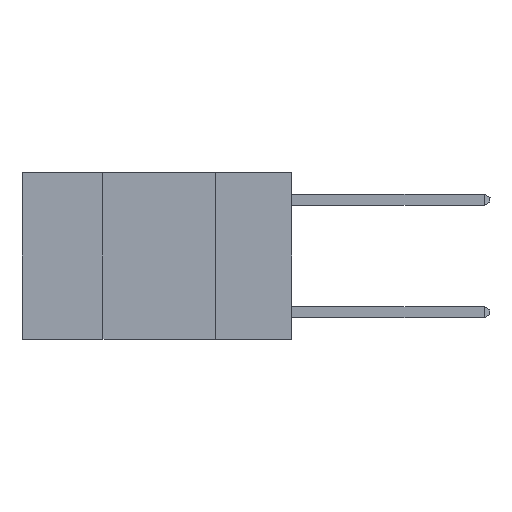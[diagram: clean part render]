
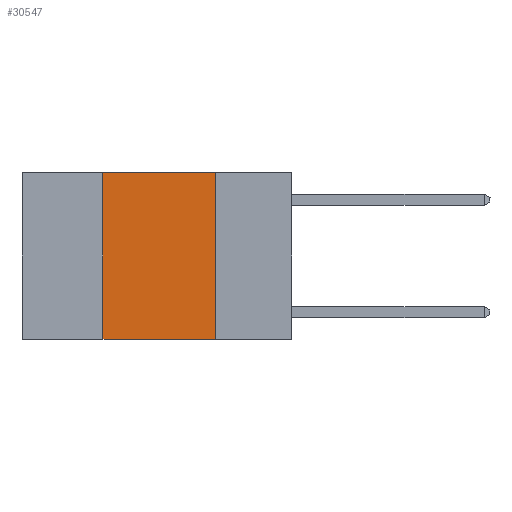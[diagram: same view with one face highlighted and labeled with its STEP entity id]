
A CAD part, left-side view. The second image highlights one B-rep face of the part: STEP entity #30547.
In plain terms, the highlighted planar face has unit normal (-1, 0, 0).
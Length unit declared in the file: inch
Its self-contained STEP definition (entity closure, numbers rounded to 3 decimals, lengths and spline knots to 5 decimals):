
#668 = VECTOR ( 'NONE', #22496, 39.37008 ) ;
#1576 = CARTESIAN_POINT ( 'NONE',  ( 0., 0.42, 0. ) ) ;
#2395 = DIRECTION ( 'NONE',  ( 0., 0., -1. ) ) ;
#2411 = VECTOR ( 'NONE', #26074, 39.37008 ) ;
#2544 = CARTESIAN_POINT ( 'NONE',  ( 0., 0.42, 0. ) ) ;
#3251 = CARTESIAN_POINT ( 'NONE',  ( 0., 0.17, 0. ) ) ;
#5610 = VERTEX_POINT ( 'NONE', #2544 ) ;
#5879 = CARTESIAN_POINT ( 'NONE',  ( 0., 0.17, 0. ) ) ;
#6075 = ORIENTED_EDGE ( 'NONE', *, *, #10798, .F. ) ;
#6816 = ORIENTED_EDGE ( 'NONE', *, *, #8060, .T. ) ;
#6828 = VECTOR ( 'NONE', #18159, 39.37008 ) ;
#7641 = ORIENTED_EDGE ( 'NONE', *, *, #18955, .F. ) ;
#8060 = EDGE_CURVE ( 'NONE', #14171, #10427, #10970, .T. ) ;
#8252 = ORIENTED_EDGE ( 'NONE', *, *, #11735, .F. ) ;
#8818 = CARTESIAN_POINT ( 'NONE',  ( 0., 0.42, -0.37 ) ) ;
#9206 = CARTESIAN_POINT ( 'NONE',  ( 0., 0.6, 0. ) ) ;
#10427 = VERTEX_POINT ( 'NONE', #25070 ) ;
#10508 = CARTESIAN_POINT ( 'NONE',  ( 0., 0.6, -0.37 ) ) ;
#10798 = EDGE_CURVE ( 'NONE', #30170, #10427, #17920, .T. ) ;
#10811 = AXIS2_PLACEMENT_3D ( 'NONE', #11851, #17217, #2395 ) ;
#10970 = LINE ( 'NONE', #10508, #668 ) ;
#11735 = EDGE_CURVE ( 'NONE', #14171, #5610, #30249, .T. ) ;
#11851 = CARTESIAN_POINT ( 'NONE',  ( 0., 0.6, 0. ) ) ;
#12858 = DIRECTION ( 'NONE',  ( 0., 0., -1. ) ) ;
#14171 = VERTEX_POINT ( 'NONE', #8818 ) ;
#14265 = EDGE_LOOP ( 'NONE', ( #6075, #7641, #8252, #6816 ) ) ;
#14683 = FACE_OUTER_BOUND ( 'NONE', #14265, .T. ) ;
#17217 = DIRECTION ( 'NONE',  ( 1., 0., 0. ) ) ;
#17920 = LINE ( 'NONE', #3251, #20973 ) ;
#18159 = DIRECTION ( 'NONE',  ( 0., 0., 1. ) ) ;
#18955 = EDGE_CURVE ( 'NONE', #5610, #30170, #21665, .T. ) ;
#20973 = VECTOR ( 'NONE', #12858, 39.37008 ) ;
#21665 = LINE ( 'NONE', #9206, #2411 ) ;
#22095 = PLANE ( 'NONE',  #10811 ) ;
#22496 = DIRECTION ( 'NONE',  ( 0., -1., 0. ) ) ;
#25070 = CARTESIAN_POINT ( 'NONE',  ( 0., 0.17, -0.37 ) ) ;
#26074 = DIRECTION ( 'NONE',  ( 0., -1., 0. ) ) ;
#30170 = VERTEX_POINT ( 'NONE', #5879 ) ;
#30249 = LINE ( 'NONE', #1576, #6828 ) ;
#30547 = ADVANCED_FACE ( 'NONE', ( #14683 ), #22095, .F. ) ;
